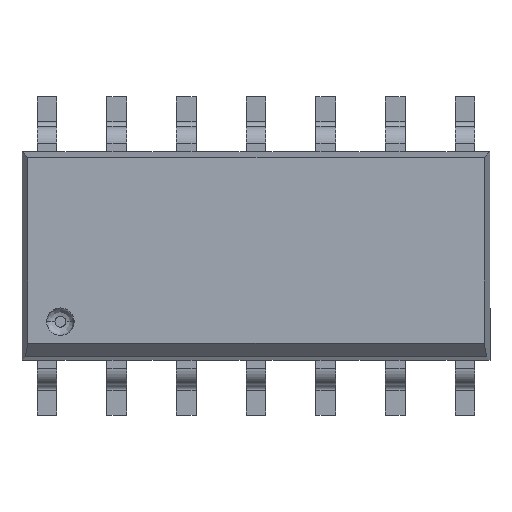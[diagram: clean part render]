
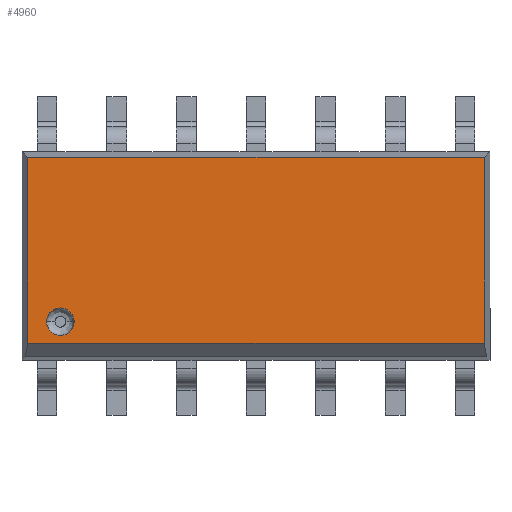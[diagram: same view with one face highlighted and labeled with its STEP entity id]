
A CAD part, top view. The second image highlights one B-rep face of the part: STEP entity #4960.
In plain terms, the highlighted planar face has unit normal (0, 0, 1).
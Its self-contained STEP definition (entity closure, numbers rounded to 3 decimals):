
#929 = EDGE_CURVE ( 'NONE', #5498, #5528, #9538, .T. ) ;
#942 = VERTEX_POINT ( 'NONE', #9547 ) ;
#963 = VERTEX_POINT ( 'NONE', #9586 ) ;
#965 = EDGE_CURVE ( 'NONE', #999, #1000, #9585, .T. ) ;
#996 = EDGE_CURVE ( 'NONE', #963, #942, #9651, .T. ) ;
#999 = VERTEX_POINT ( 'NONE', #9687 ) ;
#1000 = VERTEX_POINT ( 'NONE', #9686 ) ;
#2312 = CIRCLE ( 'NONE', #2363, 0.25 ) ;
#2359 = CARTESIAN_POINT ( 'NONE',  ( -3.95, -1.2, 1.75 ) ) ;
#2360 = DIRECTION ( 'NONE',  ( 1., 0., 0. ) ) ;
#2361 = DIRECTION ( 'NONE',  ( 0., 0., 1. ) ) ;
#2362 = CARTESIAN_POINT ( 'NONE',  ( -4.2, -1.2, 1.75 ) ) ;
#2363 = AXIS2_PLACEMENT_3D ( 'NONE', #2362, #2361, #2360 ) ;
#2483 = CARTESIAN_POINT ( 'NONE',  ( -4.45, -1.2, 1.75 ) ) ;
#4865 = ORIENTED_EDGE ( 'NONE', *, *, #929, .F. ) ;
#4866 = ORIENTED_EDGE ( 'NONE', *, *, #5497, .F. ) ;
#4882 = EDGE_LOOP ( 'NONE', ( #4883, #4885, #4886, #4888 ) ) ;
#4883 = ORIENTED_EDGE ( 'NONE', *, *, #4884, .T. ) ;
#4884 = EDGE_CURVE ( 'NONE', #999, #942, #7917, .T. ) ;
#4885 = ORIENTED_EDGE ( 'NONE', *, *, #996, .F. ) ;
#4886 = ORIENTED_EDGE ( 'NONE', *, *, #4887, .F. ) ;
#4887 = EDGE_CURVE ( 'NONE', #1000, #963, #7913, .T. ) ;
#4888 = ORIENTED_EDGE ( 'NONE', *, *, #965, .F. ) ;
#4889 = EDGE_LOOP ( 'NONE', ( #4865, #4866 ) ) ;
#4960 = ADVANCED_FACE ( 'NONE', ( #8070, #8069 ), #8115, .F. ) ;
#5497 = EDGE_CURVE ( 'NONE', #5528, #5498, #2312, .T. ) ;
#5498 = VERTEX_POINT ( 'NONE', #2359 ) ;
#5528 = VERTEX_POINT ( 'NONE', #2483 ) ;
#7910 = DIRECTION ( 'NONE',  ( 0., 1., 0. ) ) ;
#7911 = VECTOR ( 'NONE', #7910, 1000. ) ;
#7912 = CARTESIAN_POINT ( 'NONE',  ( -4.794, -1.9, 1.75 ) ) ;
#7913 = LINE ( 'NONE', #7912, #7911 ) ;
#7914 = DIRECTION ( 'NONE',  ( 0., 1., 0. ) ) ;
#7915 = VECTOR ( 'NONE', #7914, 1000. ) ;
#7916 = CARTESIAN_POINT ( 'NONE',  ( 3.524, 1.9, 1.75 ) ) ;
#7917 = LINE ( 'NONE', #7916, #7915 ) ;
#8069 = FACE_BOUND ( 'NONE', #4889, .T. ) ;
#8070 = FACE_OUTER_BOUND ( 'NONE', #4882, .T. ) ;
#8111 = DIRECTION ( 'NONE',  ( -1., 0., 0. ) ) ;
#8112 = DIRECTION ( 'NONE',  ( 0., 0., -1. ) ) ;
#8113 = CARTESIAN_POINT ( 'NONE',  ( 0., 1.9, 1.75 ) ) ;
#8114 = AXIS2_PLACEMENT_3D ( 'NONE', #8113, #8112, #8111 ) ;
#8115 = PLANE ( 'NONE',  #8114 ) ;
#9529 = DIRECTION ( 'NONE',  ( 1., 0., 0. ) ) ;
#9530 = DIRECTION ( 'NONE',  ( 0., 0., 1. ) ) ;
#9531 = CARTESIAN_POINT ( 'NONE',  ( -4.2, -1.2, 1.75 ) ) ;
#9532 = AXIS2_PLACEMENT_3D ( 'NONE', #9531, #9530, #9529 ) ;
#9538 = CIRCLE ( 'NONE', #9532, 0.25 ) ;
#9547 = CARTESIAN_POINT ( 'NONE',  ( 3.524, 1.794, 1.75 ) ) ;
#9582 = DIRECTION ( 'NONE',  ( -1., 0., 0. ) ) ;
#9583 = VECTOR ( 'NONE', #9582, 1000. ) ;
#9584 = CARTESIAN_POINT ( 'NONE',  ( 0., -1.594, 1.75 ) ) ;
#9585 = LINE ( 'NONE', #9584, #9583 ) ;
#9586 = CARTESIAN_POINT ( 'NONE',  ( -4.794, 1.794, 1.75 ) ) ;
#9648 = DIRECTION ( 'NONE',  ( 1., 0., 0. ) ) ;
#9649 = VECTOR ( 'NONE', #9648, 1000. ) ;
#9650 = CARTESIAN_POINT ( 'NONE',  ( 0., 1.794, 1.75 ) ) ;
#9651 = LINE ( 'NONE', #9650, #9649 ) ;
#9686 = CARTESIAN_POINT ( 'NONE',  ( -4.794, -1.594, 1.75 ) ) ;
#9687 = CARTESIAN_POINT ( 'NONE',  ( 3.524, -1.594, 1.75 ) ) ;
